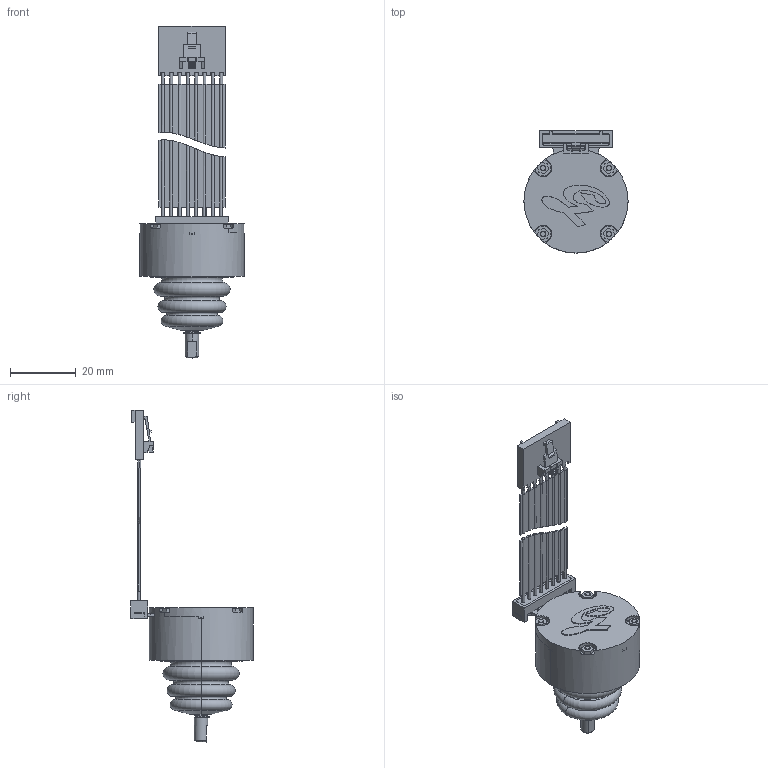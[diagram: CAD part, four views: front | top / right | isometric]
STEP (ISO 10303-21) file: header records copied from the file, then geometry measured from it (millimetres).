
FILE_DESCRIPTION((''),'2;1');
FILE_NAME('67B-JA-3C-S-XXXC','2017-10-30T',('cconro'),(''),'PRO/ENGINEER BY PARAMETRIC TECHNOLOGY CORPORATION, 2016100','PRO/ENGINEER BY PARAMETRIC TECHNOLOGY CORPORATION, 2016100','');
FILE_SCHEMA(('CONFIG_CONTROL_DESIGN'));
Length unit declared in the file: inch
Products named in the file (1): 67B-JA-3C-S-XXXC
Bounding box: 31.75 x 37.29 x 101.3 mm (x, y, z)
Volume: 10040.3 mm3; surface area: 14989.1 mm2
Topology: 3 solids, 7 shells, 825 faces, 2169 edges, 1398 vertices
Faces by surface type: plane 419, cylinder 282, torus 83, cone 30, extrusion 7, bspline 2, sphere 2
Entity records: 27792 total; most frequent: CARTESIAN_POINT 6835, DIRECTION 4482, ORIENTED_EDGE 4338, EDGE_CURVE 2169, AXIS2_PLACEMENT_3D 1626, VERTEX_POINT 1398, VECTOR 1230, LINE 1223
